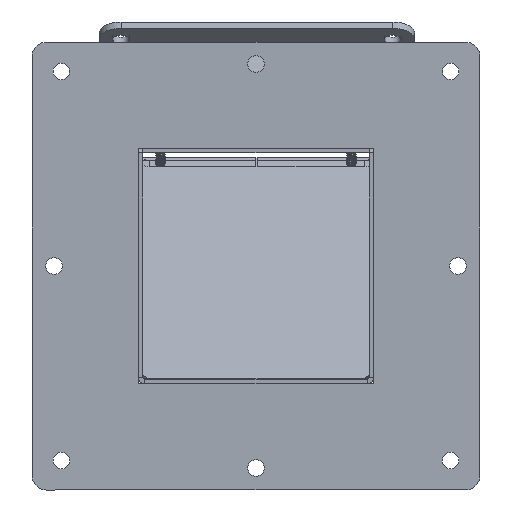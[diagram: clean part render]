
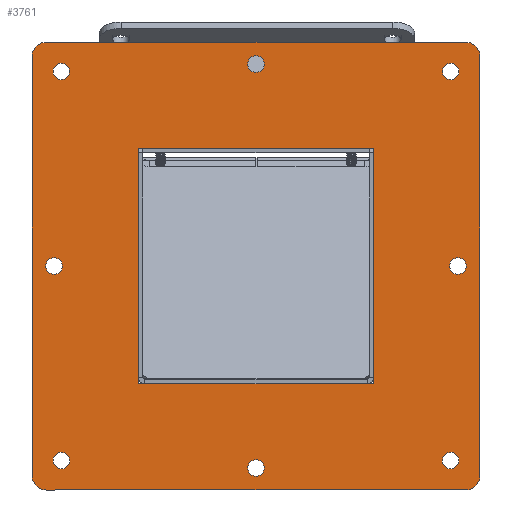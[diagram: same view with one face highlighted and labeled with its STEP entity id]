
A CAD part, front view. The second image highlights one B-rep face of the part: STEP entity #3761.
In plain terms, the highlighted face is planar.
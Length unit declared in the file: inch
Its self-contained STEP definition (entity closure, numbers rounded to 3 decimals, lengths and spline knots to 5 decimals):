
#263=FACE_BOUND('',#725,.T.);
#264=FACE_BOUND('',#726,.T.);
#265=FACE_BOUND('',#727,.T.);
#266=FACE_BOUND('',#728,.T.);
#267=FACE_BOUND('',#729,.T.);
#268=FACE_BOUND('',#730,.T.);
#269=FACE_BOUND('',#731,.T.);
#270=FACE_BOUND('',#732,.T.);
#271=FACE_BOUND('',#733,.T.);
#364=PLANE('',#4003);
#509=FACE_OUTER_BOUND('',#724,.T.);
#724=EDGE_LOOP('',(#2828,#2829,#2830,#2831,#2832,#2833,#2834,#2835));
#725=EDGE_LOOP('',(#2836,#2837,#2838,#2839));
#726=EDGE_LOOP('',(#2840));
#727=EDGE_LOOP('',(#2841));
#728=EDGE_LOOP('',(#2842));
#729=EDGE_LOOP('',(#2843));
#730=EDGE_LOOP('',(#2844));
#731=EDGE_LOOP('',(#2845));
#732=EDGE_LOOP('',(#2846));
#733=EDGE_LOOP('',(#2847));
#902=CIRCLE('',#3964,0.14063);
#904=CIRCLE('',#3967,0.14063);
#906=CIRCLE('',#3970,0.14063);
#908=CIRCLE('',#3973,0.14063);
#910=CIRCLE('',#3976,0.14063);
#912=CIRCLE('',#3979,0.14063);
#914=CIRCLE('',#3982,0.14063);
#916=CIRCLE('',#3985,0.14063);
#918=CIRCLE('',#3988,0.25);
#920=CIRCLE('',#3992,0.25);
#922=CIRCLE('',#3996,0.25);
#924=CIRCLE('',#4000,0.25);
#1105=LINE('',#5551,#1384);
#1108=LINE('',#5557,#1387);
#1111=LINE('',#5563,#1390);
#1114=LINE('',#5567,#1393);
#1119=LINE('',#5622,#1398);
#1123=LINE('',#5634,#1402);
#1127=LINE('',#5646,#1406);
#1130=LINE('',#5655,#1409);
#1384=VECTOR('',#4490,4.);
#1387=VECTOR('',#4495,4.);
#1390=VECTOR('',#4500,4.);
#1393=VECTOR('',#4505,4.);
#1398=VECTOR('',#4566,7.125);
#1402=VECTOR('',#4578,7.125);
#1406=VECTOR('',#4590,7.125);
#1409=VECTOR('',#4601,7.125);
#1649=VERTEX_POINT('',#5548);
#1650=VERTEX_POINT('',#5550);
#1652=VERTEX_POINT('',#5556);
#1654=VERTEX_POINT('',#5562);
#1656=VERTEX_POINT('',#5571);
#1658=VERTEX_POINT('',#5576);
#1660=VERTEX_POINT('',#5581);
#1662=VERTEX_POINT('',#5586);
#1664=VERTEX_POINT('',#5591);
#1666=VERTEX_POINT('',#5596);
#1668=VERTEX_POINT('',#5601);
#1670=VERTEX_POINT('',#5606);
#1673=VERTEX_POINT('',#5612);
#1674=VERTEX_POINT('',#5614);
#1676=VERTEX_POINT('',#5620);
#1678=VERTEX_POINT('',#5626);
#1680=VERTEX_POINT('',#5632);
#1682=VERTEX_POINT('',#5638);
#1684=VERTEX_POINT('',#5644);
#1686=VERTEX_POINT('',#5650);
#2085=EDGE_CURVE('',#1650,#1649,#1105,.T.);
#2088=EDGE_CURVE('',#1652,#1650,#1108,.T.);
#2091=EDGE_CURVE('',#1654,#1652,#1111,.T.);
#2094=EDGE_CURVE('',#1649,#1654,#1114,.T.);
#2096=EDGE_CURVE('',#1656,#1656,#902,.T.);
#2098=EDGE_CURVE('',#1658,#1658,#904,.T.);
#2100=EDGE_CURVE('',#1660,#1660,#906,.T.);
#2102=EDGE_CURVE('',#1662,#1662,#908,.T.);
#2104=EDGE_CURVE('',#1664,#1664,#910,.T.);
#2106=EDGE_CURVE('',#1666,#1666,#912,.T.);
#2108=EDGE_CURVE('',#1668,#1668,#914,.T.);
#2110=EDGE_CURVE('',#1670,#1670,#916,.T.);
#2113=EDGE_CURVE('',#1674,#1673,#918,.T.);
#2117=EDGE_CURVE('',#1673,#1676,#1119,.T.);
#2120=EDGE_CURVE('',#1676,#1678,#920,.T.);
#2123=EDGE_CURVE('',#1678,#1680,#1123,.T.);
#2126=EDGE_CURVE('',#1680,#1682,#922,.T.);
#2129=EDGE_CURVE('',#1682,#1684,#1127,.T.);
#2132=EDGE_CURVE('',#1684,#1686,#924,.T.);
#2134=EDGE_CURVE('',#1686,#1674,#1130,.T.);
#2828=ORIENTED_EDGE('',*,*,#2134,.T.);
#2829=ORIENTED_EDGE('',*,*,#2113,.T.);
#2830=ORIENTED_EDGE('',*,*,#2117,.T.);
#2831=ORIENTED_EDGE('',*,*,#2120,.T.);
#2832=ORIENTED_EDGE('',*,*,#2123,.T.);
#2833=ORIENTED_EDGE('',*,*,#2126,.T.);
#2834=ORIENTED_EDGE('',*,*,#2129,.T.);
#2835=ORIENTED_EDGE('',*,*,#2132,.T.);
#2836=ORIENTED_EDGE('',*,*,#2085,.T.);
#2837=ORIENTED_EDGE('',*,*,#2094,.T.);
#2838=ORIENTED_EDGE('',*,*,#2091,.T.);
#2839=ORIENTED_EDGE('',*,*,#2088,.T.);
#2840=ORIENTED_EDGE('',*,*,#2096,.T.);
#2841=ORIENTED_EDGE('',*,*,#2098,.T.);
#2842=ORIENTED_EDGE('',*,*,#2100,.T.);
#2843=ORIENTED_EDGE('',*,*,#2102,.T.);
#2844=ORIENTED_EDGE('',*,*,#2104,.T.);
#2845=ORIENTED_EDGE('',*,*,#2106,.T.);
#2846=ORIENTED_EDGE('',*,*,#2108,.T.);
#2847=ORIENTED_EDGE('',*,*,#2110,.T.);
#3761=ADVANCED_FACE('',(#509,#263,#264,#265,#266,#267,#268,#269,#270,#271),
#364,.F.);
#3964=AXIS2_PLACEMENT_3D('',#5572,#4510,#4511);
#3967=AXIS2_PLACEMENT_3D('',#5577,#4516,#4517);
#3970=AXIS2_PLACEMENT_3D('',#5582,#4522,#4523);
#3973=AXIS2_PLACEMENT_3D('',#5587,#4528,#4529);
#3976=AXIS2_PLACEMENT_3D('',#5592,#4534,#4535);
#3979=AXIS2_PLACEMENT_3D('',#5597,#4540,#4541);
#3982=AXIS2_PLACEMENT_3D('',#5602,#4546,#4547);
#3985=AXIS2_PLACEMENT_3D('',#5607,#4552,#4553);
#3988=AXIS2_PLACEMENT_3D('',#5615,#4559,#4560);
#3992=AXIS2_PLACEMENT_3D('',#5628,#4572,#4573);
#3996=AXIS2_PLACEMENT_3D('',#5640,#4584,#4585);
#4000=AXIS2_PLACEMENT_3D('',#5652,#4596,#4597);
#4003=AXIS2_PLACEMENT_3D('',#5657,#4604,#4605);
#4490=DIRECTION('',(0.,1.,0.));
#4495=DIRECTION('',(1.,0.,0.));
#4500=DIRECTION('',(0.,-1.,0.));
#4505=DIRECTION('',(-1.,0.,0.));
#4510=DIRECTION('center_axis',(0.,0.,1.));
#4511=DIRECTION('ref_axis',(-1.,0.,0.));
#4516=DIRECTION('center_axis',(0.,0.,1.));
#4517=DIRECTION('ref_axis',(-1.,0.,0.));
#4522=DIRECTION('center_axis',(0.,0.,1.));
#4523=DIRECTION('ref_axis',(-1.,0.,0.));
#4528=DIRECTION('center_axis',(0.,0.,1.));
#4529=DIRECTION('ref_axis',(-1.,0.,0.));
#4534=DIRECTION('center_axis',(0.,0.,1.));
#4535=DIRECTION('ref_axis',(-1.,0.,0.));
#4540=DIRECTION('center_axis',(0.,0.,1.));
#4541=DIRECTION('ref_axis',(-1.,0.,0.));
#4546=DIRECTION('center_axis',(0.,0.,1.));
#4547=DIRECTION('ref_axis',(-1.,0.,0.));
#4552=DIRECTION('center_axis',(0.,0.,1.));
#4553=DIRECTION('ref_axis',(-1.,0.,0.));
#4559=DIRECTION('center_axis',(0.,0.,-1.));
#4560=DIRECTION('ref_axis',(-1.,0.,0.));
#4566=DIRECTION('',(0.,-1.,0.));
#4572=DIRECTION('center_axis',(0.,0.,-1.));
#4573=DIRECTION('ref_axis',(0.,1.,0.));
#4578=DIRECTION('',(-1.,0.,0.));
#4584=DIRECTION('center_axis',(0.,0.,-1.));
#4585=DIRECTION('ref_axis',(1.,0.,0.));
#4590=DIRECTION('',(0.,1.,0.));
#4596=DIRECTION('center_axis',(0.,0.,-1.));
#4597=DIRECTION('ref_axis',(0.,-1.,0.));
#4601=DIRECTION('',(1.,0.,0.));
#4604=DIRECTION('center_axis',(0.,0.,1.));
#4605=DIRECTION('ref_axis',(1.,0.,0.));
#5548=CARTESIAN_POINT('',(2.,2.,0.));
#5550=CARTESIAN_POINT('',(2.,-2.,0.));
#5551=CARTESIAN_POINT('',(2.,1.,0.));
#5556=CARTESIAN_POINT('',(-2.,-2.,0.));
#5557=CARTESIAN_POINT('',(1.,-2.,0.));
#5562=CARTESIAN_POINT('',(-2.,2.,0.));
#5563=CARTESIAN_POINT('',(-2.,-1.,0.));
#5567=CARTESIAN_POINT('',(-1.,2.,0.));
#5571=CARTESIAN_POINT('',(-3.29688,0.,0.));
#5572=CARTESIAN_POINT('Origin',(-3.4375,0.,0.));
#5576=CARTESIAN_POINT('',(0.14063,-3.4375,0.));
#5577=CARTESIAN_POINT('Origin',(0.,-3.4375,0.));
#5581=CARTESIAN_POINT('',(0.14063,3.4375,0.));
#5582=CARTESIAN_POINT('Origin',(0.,3.4375,0.));
#5586=CARTESIAN_POINT('',(3.57813,0.,0.));
#5587=CARTESIAN_POINT('Origin',(3.4375,0.,0.));
#5591=CARTESIAN_POINT('',(3.45313,3.3125,0.));
#5592=CARTESIAN_POINT('Origin',(3.3125,3.3125,0.));
#5596=CARTESIAN_POINT('',(-3.17188,3.3125,0.));
#5597=CARTESIAN_POINT('Origin',(-3.3125,3.3125,0.));
#5601=CARTESIAN_POINT('',(3.45313,-3.3125,0.));
#5602=CARTESIAN_POINT('Origin',(3.3125,-3.3125,0.));
#5606=CARTESIAN_POINT('',(-3.17188,-3.3125,0.));
#5607=CARTESIAN_POINT('Origin',(-3.3125,-3.3125,0.));
#5612=CARTESIAN_POINT('',(3.8125,3.5625,0.));
#5614=CARTESIAN_POINT('',(3.5625,3.8125,0.));
#5615=CARTESIAN_POINT('Origin',(3.5625,3.5625,0.));
#5620=CARTESIAN_POINT('',(3.8125,-3.5625,0.));
#5622=CARTESIAN_POINT('',(3.8125,3.5625,0.));
#5626=CARTESIAN_POINT('',(3.5625,-3.8125,0.));
#5628=CARTESIAN_POINT('Origin',(3.5625,-3.5625,0.));
#5632=CARTESIAN_POINT('',(-3.5625,-3.8125,0.));
#5634=CARTESIAN_POINT('',(3.5625,-3.8125,0.));
#5638=CARTESIAN_POINT('',(-3.8125,-3.5625,0.));
#5640=CARTESIAN_POINT('Origin',(-3.5625,-3.5625,0.));
#5644=CARTESIAN_POINT('',(-3.8125,3.5625,0.));
#5646=CARTESIAN_POINT('',(-3.8125,-3.5625,0.));
#5650=CARTESIAN_POINT('',(-3.5625,3.8125,0.));
#5652=CARTESIAN_POINT('Origin',(-3.5625,3.5625,0.));
#5655=CARTESIAN_POINT('',(-3.5625,3.8125,0.));
#5657=CARTESIAN_POINT('Origin',(0.,0.,
0.));
